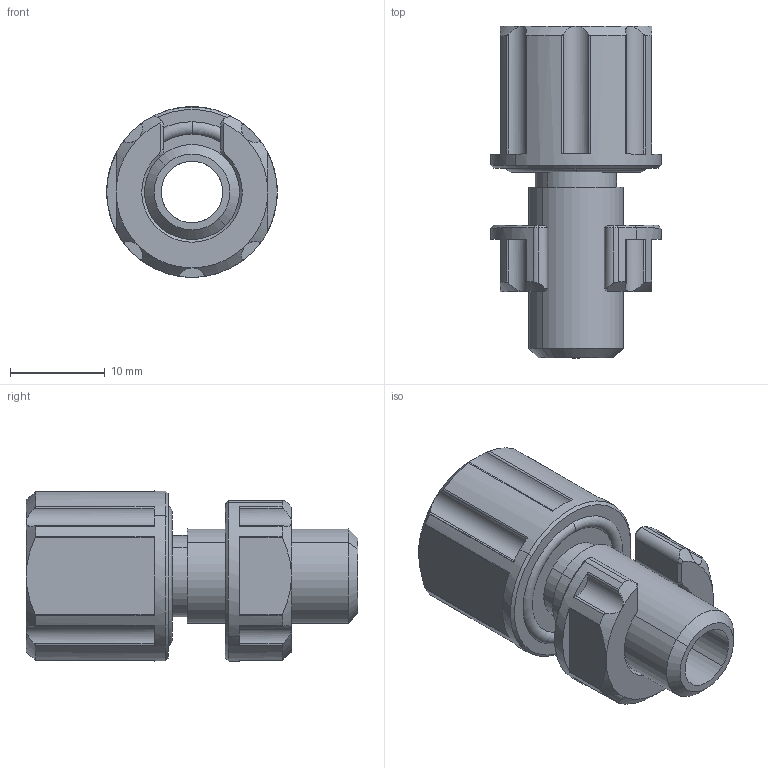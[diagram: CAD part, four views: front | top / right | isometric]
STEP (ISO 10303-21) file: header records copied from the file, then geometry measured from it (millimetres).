
FILE_DESCRIPTION (( 'STEP AP203' ), '1' );
FILE_NAME ('13020101-0010.STEP', '2023-10-04T04:38:18', ( '' ), ( '' ), 'SwSTEP 2.0', 'SolidWorks 2022', '' );
FILE_SCHEMA (( 'CONFIG_CONTROL_DESIGN' ));
Length unit declared in the file: millimetre
Products named in the file (1): 13020101-0010
Bounding box: 18 x 35 x 17.97 mm (x, y, z)
Volume: 3540.4 mm3; surface area: 3725.3 mm2
Topology: 2 solids, 2 shells, 145 faces, 373 edges, 235 vertices
Faces by surface type: cylinder 73, cone 38, plane 32, torus 2
Entity records: 4812 total; most frequent: CARTESIAN_POINT 1208, DIRECTION 759, ORIENTED_EDGE 746, EDGE_CURVE 373, AXIS2_PLACEMENT_3D 314, VERTEX_POINT 235, CIRCLE 168, EDGE_LOOP 150
